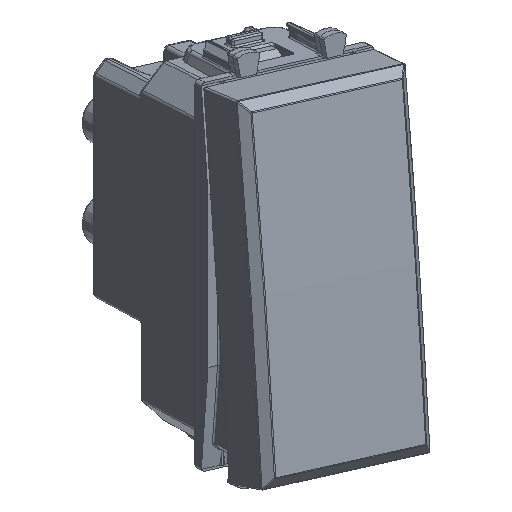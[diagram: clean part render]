
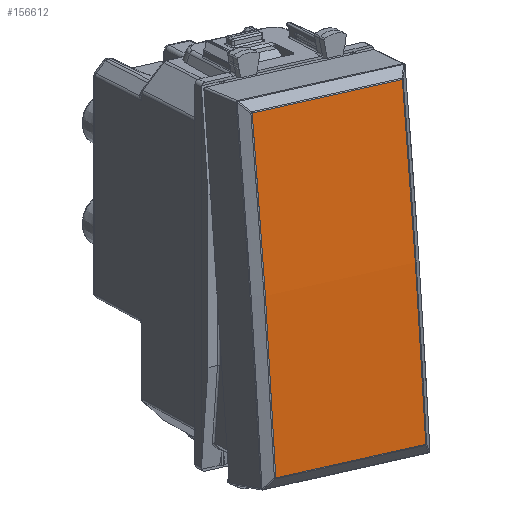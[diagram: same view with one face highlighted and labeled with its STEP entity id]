
A CAD part, top view. The second image highlights one B-rep face of the part: STEP entity #156612.
In plain terms, the highlighted cylindrical face has radius 791.456 mm (diameter 1582.91 mm), a partial arc.
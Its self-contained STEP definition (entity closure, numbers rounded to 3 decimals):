
#156379=CARTESIAN_POINT('Vertex',(9.75,-20.496,15.335)) ;
#156402=CARTESIAN_POINT('Vertex',(-9.75,-20.496,15.335)) ;
#156405=CARTESIAN_POINT('Line Origine',(0.,-20.496,15.335)) ;
#156475=CARTESIAN_POINT('Vertex',(-9.75,20.496,15.335)) ;
#156479=CARTESIAN_POINT('Control Point',(-9.75,-20.496,15.335)) ;
#156480=CARTESIAN_POINT('Control Point',(-9.745,-12.299,15.547)) ;
#156481=CARTESIAN_POINT('Control Point',(-9.742,-4.1,15.653)) ;
#156482=CARTESIAN_POINT('Control Point',(-9.742,4.1,15.653)) ;
#156483=CARTESIAN_POINT('Control Point',(-9.745,12.299,15.547)) ;
#156484=CARTESIAN_POINT('Control Point',(-9.75,20.496,15.335)) ;
#156518=CARTESIAN_POINT('Vertex',(9.75,20.496,15.335)) ;
#156521=CARTESIAN_POINT('Line Origine',(0.,20.496,15.335)) ;
#156587=CARTESIAN_POINT('Control Point',(9.75,-20.496,15.335)) ;
#156588=CARTESIAN_POINT('Control Point',(9.745,-12.299,15.547)) ;
#156589=CARTESIAN_POINT('Control Point',(9.742,-4.1,15.653)) ;
#156590=CARTESIAN_POINT('Control Point',(9.742,4.1,15.653)) ;
#156591=CARTESIAN_POINT('Control Point',(9.745,12.299,15.547)) ;
#156592=CARTESIAN_POINT('Control Point',(9.75,20.496,15.335)) ;
#156601=CARTESIAN_POINT('Axis2P3D Location',(0.,0.,-775.856)) ;
#156406=DIRECTION('Vector Direction',(1.,0.,0.)) ;
#156522=DIRECTION('Vector Direction',(1.,0.,0.)) ;
#156602=DIRECTION('Axis2P3D Direction',(-1.,0.,0.)) ;
#156603=DIRECTION('Axis2P3D XDirection',(0.,-0.028,1.)) ;
#156604=AXIS2_PLACEMENT_3D('Cylinder Axis2P3D',#156601,#156602,#156603) ;
#156607=ORIENTED_EDGE('',*,*,#156593,.T.) ;
#156608=ORIENTED_EDGE('',*,*,#156525,.T.) ;
#156609=ORIENTED_EDGE('',*,*,#156485,.T.) ;
#156610=ORIENTED_EDGE('',*,*,#156409,.T.) ;
#156407=VECTOR('Line Direction',#156406,1.) ;
#156523=VECTOR('Line Direction',#156522,1.) ;
#156612=ADVANCED_FACE('PartBody',(#156611),#156605,.T.) ;
#156478=B_SPLINE_CURVE_WITH_KNOTS('',5,(#156479,#156480,#156481,#156482,#156483,#156484),.UNSPECIFIED.,.F.,.U.,(6,6),(17.303,88.274),.UNSPECIFIED.) ;
#156586=B_SPLINE_CURVE_WITH_KNOTS('',5,(#156587,#156588,#156589,#156590,#156591,#156592),.UNSPECIFIED.,.F.,.U.,(6,6),(17.303,88.274),.UNSPECIFIED.) ;
#156605=CYLINDRICAL_SURFACE('generated cylinder',#156604,791.456) ;
#156409=EDGE_CURVE('',#156403,#156380,#156408,.T.) ;
#156485=EDGE_CURVE('',#156476,#156403,#156478,.F.) ;
#156525=EDGE_CURVE('',#156519,#156476,#156524,.F.) ;
#156593=EDGE_CURVE('',#156380,#156519,#156586,.T.) ;
#156606=EDGE_LOOP('',(#156607,#156608,#156609,#156610)) ;
#156611=FACE_OUTER_BOUND('',#156606,.T.) ;
#156408=LINE('Line',#156405,#156407) ;
#156524=LINE('Line',#156521,#156523) ;
#156380=VERTEX_POINT('',#156379) ;
#156403=VERTEX_POINT('',#156402) ;
#156476=VERTEX_POINT('',#156475) ;
#156519=VERTEX_POINT('',#156518) ;
